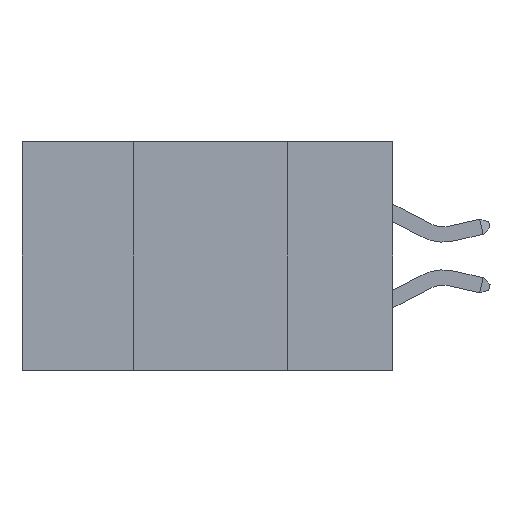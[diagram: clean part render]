
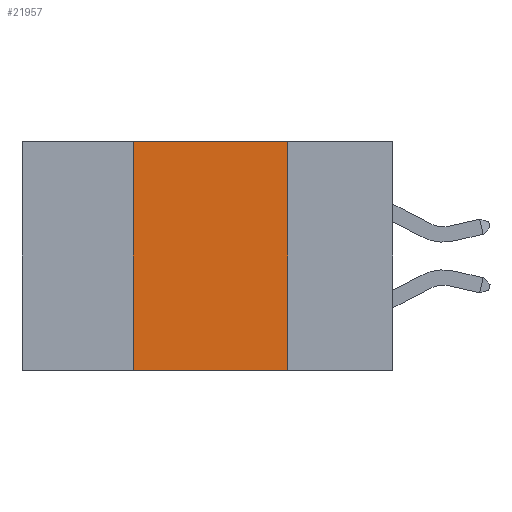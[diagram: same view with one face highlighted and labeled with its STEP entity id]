
A CAD part, left-side view. The second image highlights one B-rep face of the part: STEP entity #21957.
In plain terms, the highlighted planar face has unit normal (-1, 0, 0).
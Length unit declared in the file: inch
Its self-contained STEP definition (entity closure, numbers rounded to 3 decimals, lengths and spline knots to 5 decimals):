
#371 = CARTESIAN_POINT ( 'NONE',  ( 0., 0.6, 0. ) ) ;
#552 = VECTOR ( 'NONE', #12446, 39.37008 ) ;
#652 = EDGE_CURVE ( 'NONE', #23543, #6219, #6357, .T. ) ;
#714 = EDGE_CURVE ( 'NONE', #9042, #6219, #16222, .T. ) ;
#2172 = CARTESIAN_POINT ( 'NONE',  ( 0., 0.17, -0.37 ) ) ;
#2995 = DIRECTION ( 'NONE',  ( 0., 0., -1. ) ) ;
#3660 = LINE ( 'NONE', #371, #18630 ) ;
#3671 = CARTESIAN_POINT ( 'NONE',  ( 0., 0.6, -0.37 ) ) ;
#4983 = DIRECTION ( 'NONE',  ( 1., 0., 0. ) ) ;
#5470 = EDGE_CURVE ( 'NONE', #6409, #9042, #3660, .T. ) ;
#5609 = ORIENTED_EDGE ( 'NONE', *, *, #714, .F. ) ;
#5688 = LINE ( 'NONE', #23972, #552 ) ;
#6055 = VECTOR ( 'NONE', #9919, 39.37008 ) ;
#6219 = VERTEX_POINT ( 'NONE', #2172 ) ;
#6357 = LINE ( 'NONE', #3671, #23776 ) ;
#6409 = VERTEX_POINT ( 'NONE', #20036 ) ;
#9042 = VERTEX_POINT ( 'NONE', #17870 ) ;
#9919 = DIRECTION ( 'NONE',  ( 0., 0., -1. ) ) ;
#10011 = CARTESIAN_POINT ( 'NONE',  ( 0., 0.42, -0.37 ) ) ;
#10121 = EDGE_CURVE ( 'NONE', #23543, #6409, #5688, .T. ) ;
#11648 = CARTESIAN_POINT ( 'NONE',  ( 0., 0.17, 0. ) ) ;
#11780 = ORIENTED_EDGE ( 'NONE', *, *, #652, .T. ) ;
#12446 = DIRECTION ( 'NONE',  ( 0., 0., 1. ) ) ;
#12599 = ORIENTED_EDGE ( 'NONE', *, *, #5470, .F. ) ;
#13612 = DIRECTION ( 'NONE',  ( 0., -1., 0. ) ) ;
#13748 = ORIENTED_EDGE ( 'NONE', *, *, #10121, .F. ) ;
#16222 = LINE ( 'NONE', #11648, #6055 ) ;
#16514 = CARTESIAN_POINT ( 'NONE',  ( 0., 0.6, 0. ) ) ;
#16702 = EDGE_LOOP ( 'NONE', ( #5609, #12599, #13748, #11780 ) ) ;
#17870 = CARTESIAN_POINT ( 'NONE',  ( 0., 0.17, 0. ) ) ;
#18630 = VECTOR ( 'NONE', #13612, 39.37008 ) ;
#20036 = CARTESIAN_POINT ( 'NONE',  ( 0., 0.42, 0. ) ) ;
#21957 = ADVANCED_FACE ( 'NONE', ( #24408 ), #22123, .F. ) ;
#22123 = PLANE ( 'NONE',  #22142 ) ;
#22142 = AXIS2_PLACEMENT_3D ( 'NONE', #16514, #4983, #2995 ) ;
#23543 = VERTEX_POINT ( 'NONE', #10011 ) ;
#23776 = VECTOR ( 'NONE', #24723, 39.37008 ) ;
#23972 = CARTESIAN_POINT ( 'NONE',  ( 0., 0.42, 0. ) ) ;
#24408 = FACE_OUTER_BOUND ( 'NONE', #16702, .T. ) ;
#24723 = DIRECTION ( 'NONE',  ( 0., -1., 0. ) ) ;
